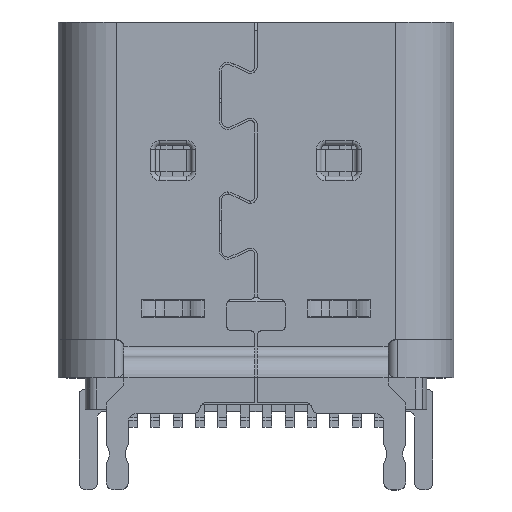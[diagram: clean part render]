
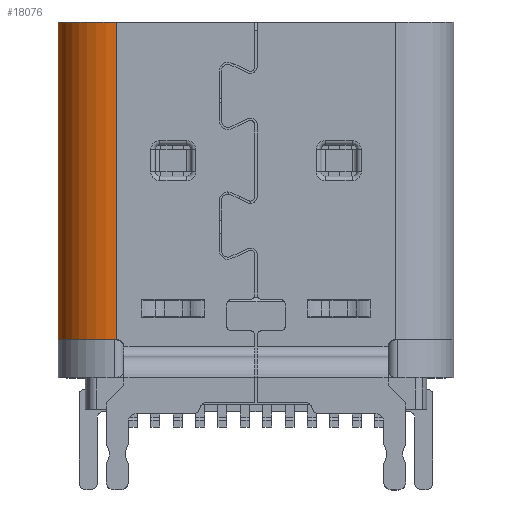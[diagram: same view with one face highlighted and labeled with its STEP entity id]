
A CAD part, top view. The second image highlights one B-rep face of the part: STEP entity #18076.
In plain terms, the highlighted cylindrical face has radius 1.3 mm (diameter 2.6 mm), a partial arc.
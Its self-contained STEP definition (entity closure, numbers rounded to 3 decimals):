
#1074 = CARTESIAN_POINT ( 'NONE',  ( -4.42, 1.95, 0.23 ) ) ;
#1376 = CARTESIAN_POINT ( 'NONE',  ( -3.12, 1.95, 0.23 ) ) ;
#1774 = VERTEX_POINT ( 'NONE', #23812 ) ;
#2651 = CIRCLE ( 'NONE', #27854, 1.3 ) ;
#2801 = CARTESIAN_POINT ( 'NONE',  ( -3.12, 9.05, 1.53 ) ) ;
#2895 = DIRECTION ( 'NONE',  ( 0., 0., -1. ) ) ;
#3393 = CARTESIAN_POINT ( 'NONE',  ( -3.12, 9.05, 0.23 ) ) ;
#3425 = ORIENTED_EDGE ( 'NONE', *, *, #19341, .T. ) ;
#5759 = VECTOR ( 'NONE', #10875, 1000. ) ;
#8153 = CARTESIAN_POINT ( 'NONE',  ( -3.12, 9.05, 0.23 ) ) ;
#9123 = DIRECTION ( 'NONE',  ( 0., 1., 0. ) ) ;
#9812 = ORIENTED_EDGE ( 'NONE', *, *, #30167, .F. ) ;
#10482 = VECTOR ( 'NONE', #15898, 1000. ) ;
#10875 = DIRECTION ( 'NONE',  ( 0., -1., 0. ) ) ;
#12657 = LINE ( 'NONE', #2801, #5759 ) ;
#13125 = DIRECTION ( 'NONE',  ( 0., -1., 0. ) ) ;
#13508 = CARTESIAN_POINT ( 'NONE',  ( -4.42, 9.05, 0.23 ) ) ;
#13733 = LINE ( 'NONE', #13508, #10482 ) ;
#14390 = VERTEX_POINT ( 'NONE', #18488 ) ;
#15364 = EDGE_LOOP ( 'NONE', ( #21429, #9812, #24835, #3425 ) ) ;
#15898 = DIRECTION ( 'NONE',  ( 0., -1., 0. ) ) ;
#17676 = EDGE_CURVE ( 'NONE', #14390, #33059, #31233, .T. ) ;
#18076 = ADVANCED_FACE ( 'NONE', ( #23548 ), #20295, .T. ) ;
#18488 = CARTESIAN_POINT ( 'NONE',  ( -4.42, 9.05, 0.23 ) ) ;
#19341 = EDGE_CURVE ( 'NONE', #14390, #33308, #13733, .T. ) ;
#20295 = CYLINDRICAL_SURFACE ( 'NONE', #31855, 1.3 ) ;
#21429 = ORIENTED_EDGE ( 'NONE', *, *, #28203, .T. ) ;
#22175 = DIRECTION ( 'NONE',  ( -1., 0., 0. ) ) ;
#23548 = FACE_OUTER_BOUND ( 'NONE', #15364, .T. ) ;
#23812 = CARTESIAN_POINT ( 'NONE',  ( -3.12, 1.95, 1.53 ) ) ;
#24835 = ORIENTED_EDGE ( 'NONE', *, *, #17676, .F. ) ;
#25413 = CARTESIAN_POINT ( 'NONE',  ( -3.12, 9.05, 1.53 ) ) ;
#26756 = DIRECTION ( 'NONE',  ( 0., 1., 0. ) ) ;
#27854 = AXIS2_PLACEMENT_3D ( 'NONE', #1376, #9123, #22175 ) ;
#28203 = EDGE_CURVE ( 'NONE', #33308, #1774, #2651, .T. ) ;
#30167 = EDGE_CURVE ( 'NONE', #33059, #1774, #12657, .T. ) ;
#31233 = CIRCLE ( 'NONE', #31604, 1.3 ) ;
#31604 = AXIS2_PLACEMENT_3D ( 'NONE', #3393, #26756, #31750 ) ;
#31750 = DIRECTION ( 'NONE',  ( 0., 0., -1. ) ) ;
#31855 = AXIS2_PLACEMENT_3D ( 'NONE', #8153, #13125, #2895 ) ;
#33059 = VERTEX_POINT ( 'NONE', #25413 ) ;
#33308 = VERTEX_POINT ( 'NONE', #1074 ) ;
